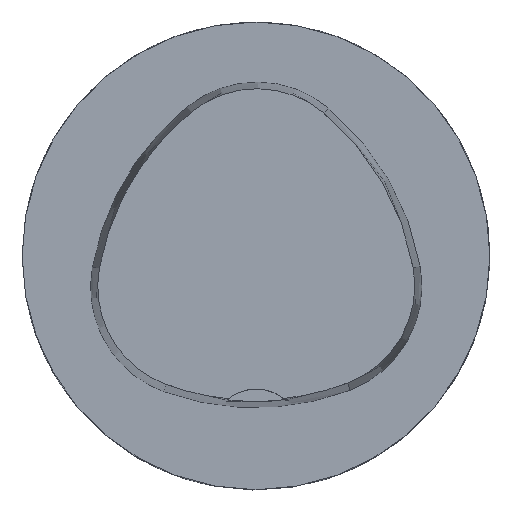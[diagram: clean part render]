
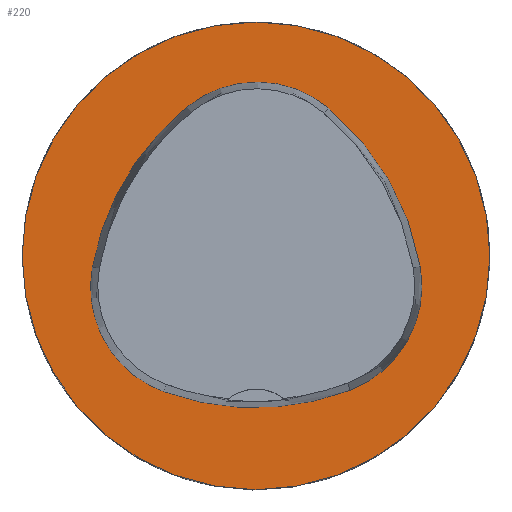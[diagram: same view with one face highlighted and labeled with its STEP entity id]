
A CAD part, top view. The second image highlights one B-rep face of the part: STEP entity #220.
In plain terms, the highlighted planar face has unit normal (0, 0, 1).
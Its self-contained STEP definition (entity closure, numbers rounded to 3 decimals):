
#220=ADVANCED_FACE('',(#437,#438),#265,.T.);
#265=PLANE('',#1253);
#437=FACE_BOUND('',#484,.T.);
#438=FACE_BOUND('',#485,.T.);
#484=EDGE_LOOP('',(#696,#697,#698,#699,#700,#701));
#485=EDGE_LOOP('',(#702));
#696=ORIENTED_EDGE('',*,*,#1019,.T.);
#697=ORIENTED_EDGE('',*,*,#999,.T.);
#698=ORIENTED_EDGE('',*,*,#1003,.T.);
#699=ORIENTED_EDGE('',*,*,#1006,.T.);
#700=ORIENTED_EDGE('',*,*,#1009,.T.);
#701=ORIENTED_EDGE('',*,*,#1017,.T.);
#702=ORIENTED_EDGE('',*,*,#990,.F.);
#872=VERTEX_POINT('',#1930);
#881=VERTEX_POINT('',#1949);
#882=VERTEX_POINT('',#1950);
#885=VERTEX_POINT('',#1958);
#887=VERTEX_POINT('',#1964);
#889=VERTEX_POINT('',#1970);
#896=VERTEX_POINT('',#1991);
#990=EDGE_CURVE('',#872,#872,#1069,.T.);
#999=EDGE_CURVE('',#881,#882,#1070,.T.);
#1003=EDGE_CURVE('',#882,#885,#1072,.T.);
#1006=EDGE_CURVE('',#885,#887,#1074,.T.);
#1009=EDGE_CURVE('',#887,#889,#1076,.T.);
#1017=EDGE_CURVE('',#889,#896,#1080,.T.);
#1019=EDGE_CURVE('',#896,#881,#1082,.T.);
#1069=CIRCLE('',#1225,31.5);
#1070=CIRCLE('',#1231,36.);
#1072=CIRCLE('',#1234,15.);
#1074=CIRCLE('',#1237,36.);
#1076=CIRCLE('',#1240,15.);
#1080=CIRCLE('',#1245,36.);
#1082=CIRCLE('',#1248,15.);
#1225=AXIS2_PLACEMENT_3D('',#1929,#1458,#1459);
#1231=AXIS2_PLACEMENT_3D('',#1948,#1474,#1475);
#1234=AXIS2_PLACEMENT_3D('',#1957,#1482,#1483);
#1237=AXIS2_PLACEMENT_3D('',#1963,#1489,#1490);
#1240=AXIS2_PLACEMENT_3D('',#1969,#1496,#1497);
#1245=AXIS2_PLACEMENT_3D('',#1992,#1508,#1509);
#1248=AXIS2_PLACEMENT_3D('',#1995,#1514,#1515);
#1253=AXIS2_PLACEMENT_3D('',#2000,#1524,#1525);
#1458=DIRECTION('',(0.,0.,-1.));
#1459=DIRECTION('',(-1.,0.,0.));
#1474=DIRECTION('',(0.,0.,-1.));
#1475=DIRECTION('',(-1.,0.,0.));
#1482=DIRECTION('',(0.,0.,-1.));
#1483=DIRECTION('',(-1.,0.,0.));
#1489=DIRECTION('',(0.,0.,-1.));
#1490=DIRECTION('',(-1.,0.,0.));
#1496=DIRECTION('',(0.,0.,-1.));
#1497=DIRECTION('',(-1.,0.,0.));
#1508=DIRECTION('',(0.,0.,-1.));
#1509=DIRECTION('',(-1.,0.,0.));
#1514=DIRECTION('',(0.,0.,-1.));
#1515=DIRECTION('',(-1.,0.,0.));
#1524=DIRECTION('',(0.,0.,1.));
#1525=DIRECTION('',(1.,0.,0.));
#1929=CARTESIAN_POINT('',(0.,0.,
0.));
#1930=CARTESIAN_POINT('',(-31.5,0.,0.));
#1948=CARTESIAN_POINT('',(13.398,-7.893,0.));
#1949=CARTESIAN_POINT('',(-22.041,-1.562,0.));
#1950=CARTESIAN_POINT('',(-9.317,20.036,0.));
#1957=CARTESIAN_POINT('',(0.148,8.399,0.));
#1958=CARTESIAN_POINT('',(9.779,19.898,0.));
#1963=CARTESIAN_POINT('',(-13.337,-7.7,0.));
#1964=CARTESIAN_POINT('',(22.122,-1.48,0.));
#1969=CARTESIAN_POINT('',(7.347,-4.071,0.));
#1970=CARTESIAN_POINT('',(12.693,-18.087,0.));
#1991=CARTESIAN_POINT('',(-12.373,-18.307,0.));
#1992=CARTESIAN_POINT('',(-0.137,15.55,0.));
#1995=CARTESIAN_POINT('',(-7.275,-4.2,0.));
#2000=CARTESIAN_POINT('',(0.,0.,
0.));
